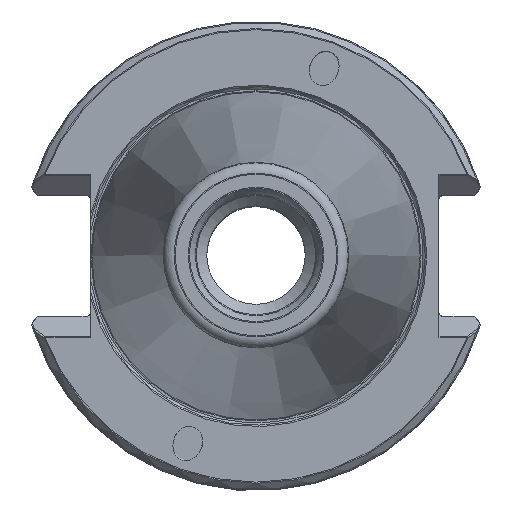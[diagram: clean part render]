
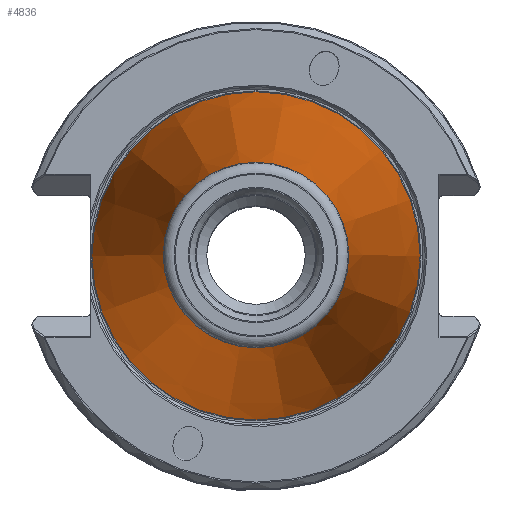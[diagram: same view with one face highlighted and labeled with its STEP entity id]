
A CAD part, top view. The second image highlights one B-rep face of the part: STEP entity #4836.
In plain terms, the highlighted conical face has half-angle 8.297 degrees and reference radius 12.415 mm.
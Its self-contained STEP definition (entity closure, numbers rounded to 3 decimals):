
#1216=ORIENTED_EDGE('',*,*,#1893,.T.);
#1217=ORIENTED_EDGE('',*,*,#1894,.T.);
#1893=EDGE_CURVE('',#2263,#2263,#2447,.F.);
#1894=EDGE_CURVE('',#2264,#2264,#2448,.T.);
#2263=VERTEX_POINT('',#7450);
#2264=VERTEX_POINT('',#7452);
#2447=CIRCLE('',#5195,12.602);
#2448=CIRCLE('',#5196,22.302);
#2680=EDGE_LOOP('',(#1216));
#2681=EDGE_LOOP('',(#1217));
#3001=FACE_BOUND('',#2680,.T.);
#3002=FACE_BOUND('',#2681,.T.);
#3166=CONICAL_SURFACE('',#5194,12.415,0.145);
#4836=ADVANCED_FACE('',(#3001,#3002),#3166,.T.);
#5194=AXIS2_PLACEMENT_3D('',#7448,#5993,#5994);
#5195=AXIS2_PLACEMENT_3D('',#7449,#5995,#5996);
#5196=AXIS2_PLACEMENT_3D('',#7451,#5997,#5998);
#5993=DIRECTION('',(0.,0.,-1.));
#5994=DIRECTION('',(-1.,0.,0.));
#5995=DIRECTION('',(0.,0.,1.));
#5996=DIRECTION('',(1.,0.,0.));
#5997=DIRECTION('',(0.,0.,1.));
#5998=DIRECTION('',(1.,0.,0.));
#7448=CARTESIAN_POINT('',(0.,0.,68.45));
#7449=CARTESIAN_POINT('',(0.,0.,67.166));
#7450=CARTESIAN_POINT('',(12.602,0.,67.166));
#7451=CARTESIAN_POINT('',(0.,0.,0.65));
#7452=CARTESIAN_POINT('',(22.302,0.,0.65));
